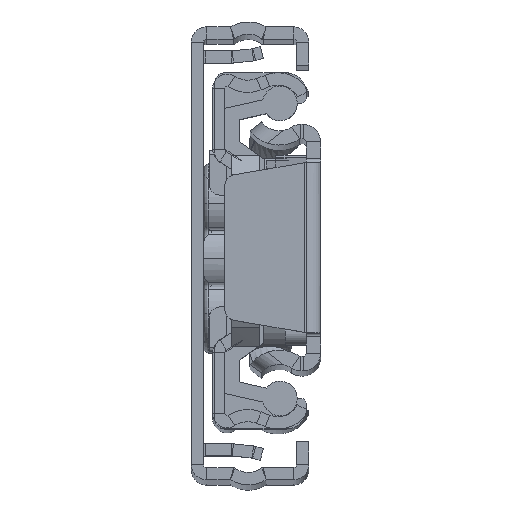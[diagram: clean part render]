
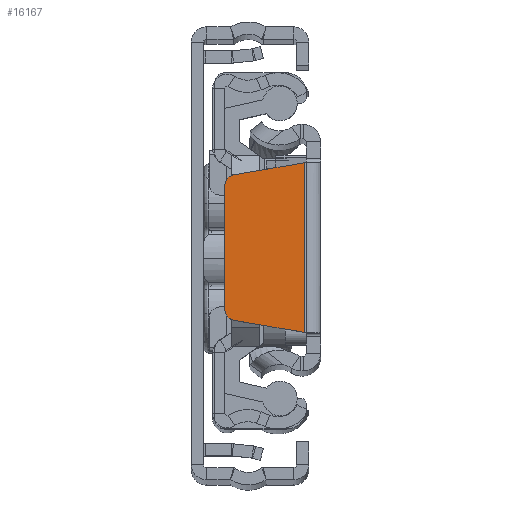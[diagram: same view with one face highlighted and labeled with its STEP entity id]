
A CAD part, top view. The second image highlights one B-rep face of the part: STEP entity #16167.
In plain terms, the highlighted planar face has unit normal (0, 0, 1).
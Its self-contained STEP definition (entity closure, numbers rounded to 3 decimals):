
#532 = CARTESIAN_POINT ( 'NONE',  ( -9.4, 6.156, 0. ) ) ;
#977 = DIRECTION ( 'NONE',  ( 0.986, 0.168, 0. ) ) ;
#1187 = LINE ( 'NONE', #4487, #16502 ) ;
#1397 = DIRECTION ( 'NONE',  ( -1., 0., 0. ) ) ;
#1475 = CARTESIAN_POINT ( 'NONE',  ( -1.6, -8.333, 0. ) ) ;
#2260 = CARTESIAN_POINT ( 'NONE',  ( -1.6, -8.333, 0. ) ) ;
#2499 = DIRECTION ( 'NONE',  ( -1., 0., 0. ) ) ;
#2746 = CARTESIAN_POINT ( 'NONE',  ( -8.4, -6.156, 0. ) ) ;
#3293 = FACE_OUTER_BOUND ( 'NONE', #19592, .T. ) ;
#3745 = CARTESIAN_POINT ( 'NONE',  ( -1.6, 8.333, 0. ) ) ;
#3804 = EDGE_CURVE ( 'NONE', #11163, #9377, #18767, .T. ) ;
#3854 = CARTESIAN_POINT ( 'NONE',  ( -8.568, -7.142, 0. ) ) ;
#4235 = DIRECTION ( 'NONE',  ( 0., 0., -1. ) ) ;
#4487 = CARTESIAN_POINT ( 'NONE',  ( -1.5, 8.35, 0. ) ) ;
#5180 = DIRECTION ( 'NONE',  ( 0., 1., 0. ) ) ;
#5299 = EDGE_CURVE ( 'NONE', #16189, #7139, #1187, .T. ) ;
#5823 = VERTEX_POINT ( 'NONE', #1475 ) ;
#6126 = EDGE_CURVE ( 'NONE', #11219, #16189, #13856, .T. ) ;
#6166 = DIRECTION ( 'NONE',  ( 0., 0., -1. ) ) ;
#7139 = VERTEX_POINT ( 'NONE', #3745 ) ;
#8876 = CARTESIAN_POINT ( 'NONE',  ( -8.4, 6.156, 0. ) ) ;
#9313 = VECTOR ( 'NONE', #9555, 1000. ) ;
#9377 = VERTEX_POINT ( 'NONE', #10696 ) ;
#9555 = DIRECTION ( 'NONE',  ( -0.986, 0.168, 0. ) ) ;
#9699 = ORIENTED_EDGE ( 'NONE', *, *, #6126, .F. ) ;
#10015 = ORIENTED_EDGE ( 'NONE', *, *, #3804, .F. ) ;
#10696 = CARTESIAN_POINT ( 'NONE',  ( -9.4, -6.156, 0. ) ) ;
#11132 = CARTESIAN_POINT ( 'NONE',  ( -8.568, -7.142, 0. ) ) ;
#11163 = VERTEX_POINT ( 'NONE', #3854 ) ;
#11219 = VERTEX_POINT ( 'NONE', #16469 ) ;
#11225 = AXIS2_PLACEMENT_3D ( 'NONE', #8876, #4235, #2499 ) ;
#11647 = ORIENTED_EDGE ( 'NONE', *, *, #5299, .F. ) ;
#12776 = PLANE ( 'NONE',  #15871 ) ;
#13856 = CIRCLE ( 'NONE', #11225, 1. ) ;
#14275 = VECTOR ( 'NONE', #5180, 1000. ) ;
#14835 = ORIENTED_EDGE ( 'NONE', *, *, #15385, .F. ) ;
#15156 = DIRECTION ( 'NONE',  ( 0., -1., 0. ) ) ;
#15385 = EDGE_CURVE ( 'NONE', #7139, #5823, #19973, .T. ) ;
#15428 = AXIS2_PLACEMENT_3D ( 'NONE', #2746, #20054, #1397 ) ;
#15692 = DIRECTION ( 'NONE',  ( -1., 0., 0. ) ) ;
#15786 = CARTESIAN_POINT ( 'NONE',  ( -8.568, 7.142, 0. ) ) ;
#15871 = AXIS2_PLACEMENT_3D ( 'NONE', #20383, #6166, #15692 ) ;
#16030 = ORIENTED_EDGE ( 'NONE', *, *, #18053, .F. ) ;
#16167 = ADVANCED_FACE ( 'NONE', ( #3293 ), #12776, .F. ) ;
#16189 = VERTEX_POINT ( 'NONE', #15786 ) ;
#16469 = CARTESIAN_POINT ( 'NONE',  ( -9.4, 6.156, 0. ) ) ;
#16502 = VECTOR ( 'NONE', #977, 1000. ) ;
#17266 = EDGE_CURVE ( 'NONE', #9377, #11219, #17831, .T. ) ;
#17299 = VECTOR ( 'NONE', #15156, 1000. ) ;
#17783 = LINE ( 'NONE', #11132, #9313 ) ;
#17831 = LINE ( 'NONE', #532, #14275 ) ;
#18053 = EDGE_CURVE ( 'NONE', #5823, #11163, #17783, .T. ) ;
#18767 = CIRCLE ( 'NONE', #15428, 1. ) ;
#19592 = EDGE_LOOP ( 'NONE', ( #14835, #11647, #9699, #20310, #10015, #16030 ) ) ;
#19973 = LINE ( 'NONE', #2260, #17299 ) ;
#20054 = DIRECTION ( 'NONE',  ( 0., 0., -1. ) ) ;
#20310 = ORIENTED_EDGE ( 'NONE', *, *, #17266, .F. ) ;
#20383 = CARTESIAN_POINT ( 'NONE',  ( -8.4, 6.156, 0. ) ) ;
